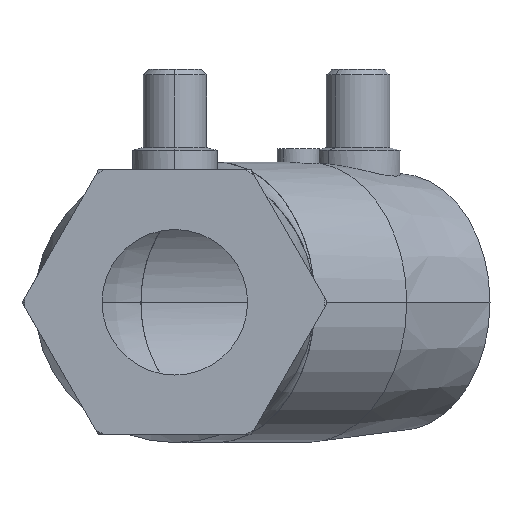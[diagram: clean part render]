
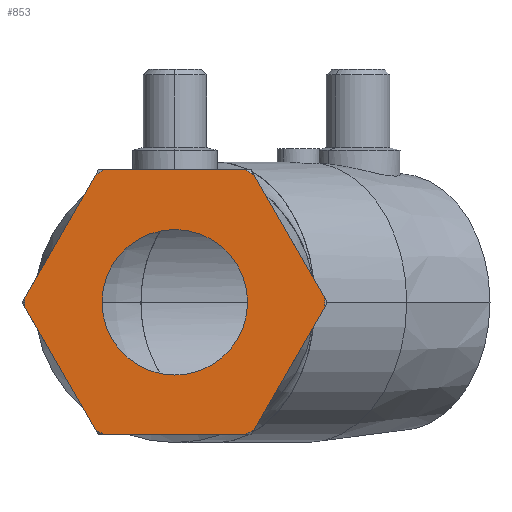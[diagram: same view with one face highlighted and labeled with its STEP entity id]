
A CAD part, left-side view. The second image highlights one B-rep face of the part: STEP entity #853.
In plain terms, the highlighted planar face has unit normal (-1, 0, 0).
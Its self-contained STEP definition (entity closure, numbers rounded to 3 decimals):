
#421 = VERTEX_POINT( '', #1216 );
#493 = VERTEX_POINT( '', #1297 );
#495 = EDGE_CURVE( '', #493, #717, #1299, .T. );
#503 = VERTEX_POINT( '', #1309 );
#505 = EDGE_CURVE( '', #913, #667, #1311, .T. );
#509 = VERTEX_POINT( '', #1315 );
#547 = VERTEX_POINT( '', #1353 );
#551 = EDGE_CURVE( '', #667, #913, #1357, .T. );
#659 = EDGE_CURVE( '', #421, #547, #1479, .T. );
#667 = VERTEX_POINT( '', #1488 );
#715 = EDGE_CURVE( '', #813, #509, #1546, .T. );
#717 = VERTEX_POINT( '', #1548 );
#719 = EDGE_CURVE( '', #1103, #977, #1550, .T. );
#745 = EDGE_CURVE( '', #909, #493, #1581, .T. );
#777 = EDGE_CURVE( '', #779, #813, #1619, .T. );
#779 = VERTEX_POINT( '', #1621 );
#785 = EDGE_CURVE( '', #717, #779, #1628, .T. );
#813 = VERTEX_POINT( '', #1659 );
#833 = EDGE_CURVE( '', #993, #421, #1681, .T. );
#853 = ADVANCED_FACE( '', ( #1704, #1705 ), #1706, .T. );
#867 = VERTEX_POINT( '', #1720 );
#909 = VERTEX_POINT( '', #1769 );
#913 = VERTEX_POINT( '', #1775 );
#925 = EDGE_CURVE( '', #503, #909, #1788, .T. );
#929 = VERTEX_POINT( '', #1792 );
#965 = EDGE_CURVE( '', #929, #867, #1830, .T. );
#977 = VERTEX_POINT( '', #1843 );
#979 = EDGE_CURVE( '', #547, #503, #1845, .T. );
#993 = VERTEX_POINT( '', #1860 );
#1009 = EDGE_CURVE( '', #977, #929, #1878, .T. );
#1103 = VERTEX_POINT( '', #1980 );
#1139 = EDGE_CURVE( '', #867, #993, #2021, .T. );
#1189 = EDGE_CURVE( '', #509, #1103, #2079, .T. );
#1216 = CARTESIAN_POINT( '', ( -119.738, 36.073, 0.963 ) );
#1297 = CARTESIAN_POINT( '', ( -119.738, 21.084, -25. ) );
#1299 = LINE( '', #2226, #2227 );
#1309 = CARTESIAN_POINT( '', ( -119.738, 36.073, -0.963 ) );
#1311 = CIRCLE( '', #2242, 13.75 );
#1315 = CARTESIAN_POINT( '', ( -119.738, -20.566, 0. ) );
#1353 = CARTESIAN_POINT( '', ( -119.738, 36.09, 0. ) );
#1357 = CIRCLE( '', #2343, 13.75 );
#1479 = CIRCLE( '', #2603, 28.328 );
#1488 = CARTESIAN_POINT( '', ( -119.738, 21.512, 0. ) );
#1546 = CIRCLE( '', #2753, 28.328 );
#1548 = CARTESIAN_POINT( '', ( -119.738, -5.56, -25. ) );
#1550 = LINE( '', #2758, #2759 );
#1581 = CIRCLE( '', #2803, 28.328 );
#1619 = LINE( '', #2898, #2899 );
#1621 = CARTESIAN_POINT( '', ( -119.738, -7.228, -24.037 ) );
#1628 = CIRCLE( '', #2911, 28.328 );
#1659 = CARTESIAN_POINT( '', ( -119.738, -20.55, -0.963 ) );
#1681 = LINE( '', #3063, #3064 );
#1704 = FACE_BOUND( '', #3092, .T. );
#1705 = FACE_OUTER_BOUND( '', #3093, .T. );
#1706 = PLANE( '', #3094 );
#1720 = CARTESIAN_POINT( '', ( -119.738, 21.084, 25. ) );
#1769 = CARTESIAN_POINT( '', ( -119.738, 22.751, -24.037 ) );
#1775 = CARTESIAN_POINT( '', ( -119.738, -5.988, 0. ) );
#1788 = LINE( '', #3286, #3287 );
#1792 = CARTESIAN_POINT( '', ( -119.738, -5.56, 25. ) );
#1830 = LINE( '', #3372, #3373 );
#1843 = CARTESIAN_POINT( '', ( -119.738, -7.228, 24.037 ) );
#1845 = CIRCLE( '', #3391, 28.328 );
#1860 = CARTESIAN_POINT( '', ( -119.738, 22.751, 24.037 ) );
#1878 = CIRCLE( '', #3482, 28.328 );
#1980 = CARTESIAN_POINT( '', ( -119.738, -20.55, 0.963 ) );
#2021 = CIRCLE( '', #3779, 28.328 );
#2079 = CIRCLE( '', #3877, 28.328 );
#2226 = CARTESIAN_POINT( '', ( -119.738, 7.627, -25. ) );
#2227 = VECTOR( '', #3971, 1. );
#2242 = AXIS2_PLACEMENT_3D( '', #3986, #3987, #3988 );
#2343 = AXIS2_PLACEMENT_3D( '', #4001, #4002, #4003 );
#2603 = AXIS2_PLACEMENT_3D( '', #4158, #4159, #4160 );
#2753 = AXIS2_PLACEMENT_3D( '', #4257, #4258, #4259 );
#2758 = CARTESIAN_POINT( '', ( -119.738, -8.51, 21.817 ) );
#2759 = VECTOR( '', #4260, 1. );
#2803 = AXIS2_PLACEMENT_3D( '', #4309, #4310, #4311 );
#2898 = CARTESIAN_POINT( '', ( -119.738, -15.727, -9.317 ) );
#2899 = VECTOR( '', #4364, 1. );
#2911 = AXIS2_PLACEMENT_3D( '', #4375, #4376, #4377 );
#3063 = CARTESIAN_POINT( '', ( -119.738, 34.791, 3.183 ) );
#3064 = VECTOR( '', #4434, 1. );
#3092 = EDGE_LOOP( '', ( #4465, #4466 ) );
#3093 = EDGE_LOOP( '', ( #4467, #4468, #4469, #4470, #4471, #4472, #4473, #4474, #4475, #4476, #4477, #4478, #4479, #4480 ) );
#3094 = AXIS2_PLACEMENT_3D( '', #4481, #4482, #4483 );
#3286 = CARTESIAN_POINT( '', ( -119.738, 27.574, -15.683 ) );
#3287 = VECTOR( '', #4582, 1. );
#3372 = CARTESIAN_POINT( '', ( -119.738, 22.061, 25. ) );
#3373 = VECTOR( '', #4620, 1. );
#3391 = AXIS2_PLACEMENT_3D( '', #4634, #4635, #4636 );
#3482 = AXIS2_PLACEMENT_3D( '', #4672, #4673, #4674 );
#3779 = AXIS2_PLACEMENT_3D( '', #4829, #4830, #4831 );
#3877 = AXIS2_PLACEMENT_3D( '', #4918, #4919, #4920 );
#3971 = DIRECTION( '', ( 0., -1., 0. ) );
#3986 = CARTESIAN_POINT( '', ( -119.738, 7.762, 0. ) );
#3987 = DIRECTION( '', ( 1., 0., 0. ) );
#3988 = DIRECTION( '', ( 0., 1., 0. ) );
#4001 = CARTESIAN_POINT( '', ( -119.738, 7.762, 0. ) );
#4002 = DIRECTION( '', ( 1., 0., 0. ) );
#4003 = DIRECTION( '', ( 0., 1., 0. ) );
#4158 = CARTESIAN_POINT( '', ( -119.738, 7.762, 0. ) );
#4159 = DIRECTION( '', ( -1., 0., 0. ) );
#4160 = DIRECTION( '', ( 0., 1., 0. ) );
#4257 = CARTESIAN_POINT( '', ( -119.738, 7.762, 0. ) );
#4258 = DIRECTION( '', ( -1., 0., 0. ) );
#4259 = DIRECTION( '', ( 0., 1., 0. ) );
#4260 = DIRECTION( '', ( 0., 0.5, 0.866 ) );
#4309 = CARTESIAN_POINT( '', ( -119.738, 7.762, 0. ) );
#4310 = DIRECTION( '', ( -1., 0., 0. ) );
#4311 = DIRECTION( '', ( 0., 1., 0. ) );
#4364 = DIRECTION( '', ( 0., -0.5, 0.866 ) );
#4375 = CARTESIAN_POINT( '', ( -119.738, 7.762, 0. ) );
#4376 = DIRECTION( '', ( -1., 0., 0. ) );
#4377 = DIRECTION( '', ( 0., 1., 0. ) );
#4434 = DIRECTION( '', ( 0., 0.5, -0.866 ) );
#4465 = ORIENTED_EDGE( '', *, *, #551, .T. );
#4466 = ORIENTED_EDGE( '', *, *, #505, .T. );
#4467 = ORIENTED_EDGE( '', *, *, #777, .T. );
#4468 = ORIENTED_EDGE( '', *, *, #715, .T. );
#4469 = ORIENTED_EDGE( '', *, *, #1189, .T. );
#4470 = ORIENTED_EDGE( '', *, *, #719, .T. );
#4471 = ORIENTED_EDGE( '', *, *, #1009, .T. );
#4472 = ORIENTED_EDGE( '', *, *, #965, .T. );
#4473 = ORIENTED_EDGE( '', *, *, #1139, .T. );
#4474 = ORIENTED_EDGE( '', *, *, #833, .T. );
#4475 = ORIENTED_EDGE( '', *, *, #659, .T. );
#4476 = ORIENTED_EDGE( '', *, *, #979, .T. );
#4477 = ORIENTED_EDGE( '', *, *, #925, .T. );
#4478 = ORIENTED_EDGE( '', *, *, #745, .T. );
#4479 = ORIENTED_EDGE( '', *, *, #495, .T. );
#4480 = ORIENTED_EDGE( '', *, *, #785, .T. );
#4481 = CARTESIAN_POINT( '', ( -119.738, 21.926, 0. ) );
#4482 = DIRECTION( '', ( -1., 0., 0. ) );
#4483 = DIRECTION( '', ( 0., 1., 0. ) );
#4582 = DIRECTION( '', ( 0., -0.5, -0.866 ) );
#4620 = DIRECTION( '', ( 0., 1., 0. ) );
#4634 = CARTESIAN_POINT( '', ( -119.738, 7.762, 0. ) );
#4635 = DIRECTION( '', ( -1., 0., 0. ) );
#4636 = DIRECTION( '', ( 0., 1., 0. ) );
#4672 = CARTESIAN_POINT( '', ( -119.738, 7.762, 0. ) );
#4673 = DIRECTION( '', ( -1., 0., 0. ) );
#4674 = DIRECTION( '', ( 0., 1., 0. ) );
#4829 = CARTESIAN_POINT( '', ( -119.738, 7.762, 0. ) );
#4830 = DIRECTION( '', ( -1., 0., 0. ) );
#4831 = DIRECTION( '', ( 0., 1., 0. ) );
#4918 = CARTESIAN_POINT( '', ( -119.738, 7.762, 0. ) );
#4919 = DIRECTION( '', ( -1., 0., 0. ) );
#4920 = DIRECTION( '', ( 0., 1., 0. ) );
